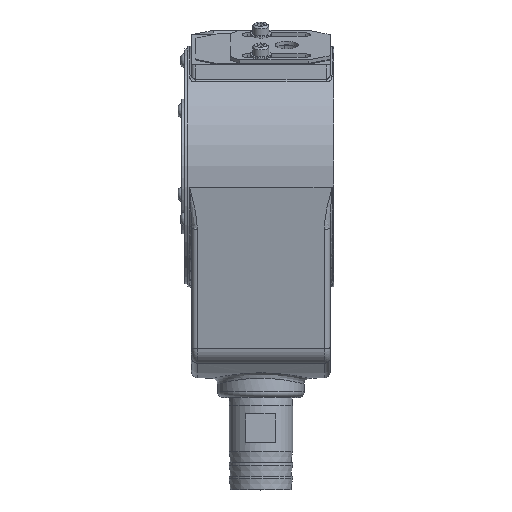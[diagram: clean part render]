
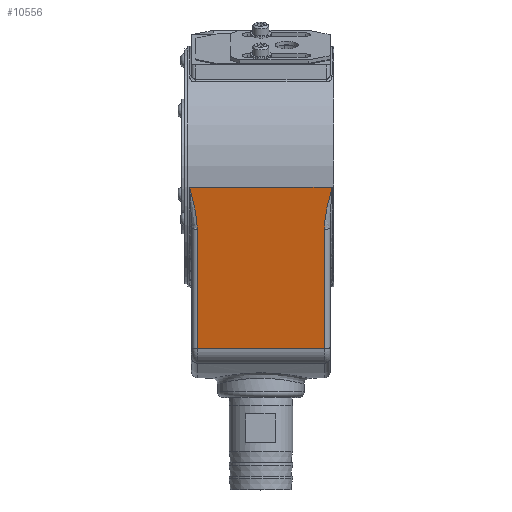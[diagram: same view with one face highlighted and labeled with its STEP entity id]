
A CAD part, top view. The second image highlights one B-rep face of the part: STEP entity #10556.
In plain terms, the highlighted planar face has unit normal (0, -0.174, 0.985).
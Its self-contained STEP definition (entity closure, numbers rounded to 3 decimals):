
#153 = ORIENTED_EDGE ( 'NONE', *, *, #9248, .T. ) ;
#441 = CARTESIAN_POINT ( 'NONE',  ( -33.179, -28.992, 58.352 ) ) ;
#510 = CARTESIAN_POINT ( 'NONE',  ( 33., -32.697, 57.699 ) ) ;
#677 = CARTESIAN_POINT ( 'NONE',  ( 33., -31.767, 57.863 ) ) ;
#1214 = EDGE_CURVE ( 'NONE', #3441, #4113, #8797, .T. ) ;
#1290 = CARTESIAN_POINT ( 'NONE',  ( -33., -31.767, 57.863 ) ) ;
#1450 = FACE_OUTER_BOUND ( 'NONE', #4483, .T. ) ;
#1473 = VERTEX_POINT ( 'NONE', #6159 ) ;
#1520 = CARTESIAN_POINT ( 'NONE',  ( 33.179, -28.992, 58.352 ) ) ;
#1531 = B_SPLINE_CURVE_WITH_KNOTS ( 'NONE', 3,
 ( #6286, #2097, #8826, #3793, #9661, #4631, #10523, #5481, #441, #6322, #1290, #7176 ),
 .UNSPECIFIED., .F., .F.,
 ( 4, 2, 2, 2, 2, 4 ),
 ( 0., 0.006, 0.011, 0.017, 0.02, 0.023 ),
 .UNSPECIFIED. ) ;
#1626 = CARTESIAN_POINT ( 'NONE',  ( 36., -10.853, 61.55 ) ) ;
#1638 = ORIENTED_EDGE ( 'NONE', *, *, #1214, .F. ) ;
#1728 = EDGE_CURVE ( 'NONE', #8289, #4113, #9826, .T. ) ;
#2024 = DIRECTION ( 'NONE',  ( -1., 0., 0. ) ) ;
#2097 = CARTESIAN_POINT ( 'NONE',  ( -36.528, -12.648, 61.234 ) ) ;
#2351 = CARTESIAN_POINT ( 'NONE',  ( 33.641, -25.314, 59.001 ) ) ;
#2379 = CARTESIAN_POINT ( 'NONE',  ( 36., -10.853, 61.55 ) ) ;
#2419 = DIRECTION ( 'NONE',  ( -1., 0., 0. ) ) ;
#2456 = DIRECTION ( 'NONE',  ( 0., 0.985, 0.174 ) ) ;
#2664 = CARTESIAN_POINT ( 'NONE',  ( -33., -94.67, 46.771 ) ) ;
#2695 = DIRECTION ( 'NONE',  ( 0., 0.985, 0.174 ) ) ;
#3199 = CARTESIAN_POINT ( 'NONE',  ( 34.727, -19.85, 59.964 ) ) ;
#3234 = LINE ( 'NONE', #7738, #7454 ) ;
#3441 = VERTEX_POINT ( 'NONE', #4219 ) ;
#3690 = LINE ( 'NONE', #2379, #8413 ) ;
#3793 = CARTESIAN_POINT ( 'NONE',  ( -35.155, -18.044, 60.282 ) ) ;
#4019 = CARTESIAN_POINT ( 'NONE',  ( 33., -32.697, 57.699 ) ) ;
#4054 = CARTESIAN_POINT ( 'NONE',  ( 36.055, -14.443, 60.917 ) ) ;
#4113 = VERTEX_POINT ( 'NONE', #2664 ) ;
#4163 = EDGE_CURVE ( 'NONE', #3441, #6541, #3234, .T. ) ;
#4219 = CARTESIAN_POINT ( 'NONE',  ( 33., -94.67, 46.771 ) ) ;
#4483 = EDGE_LOOP ( 'NONE', ( #9553, #153, #5315, #1638, #5661, #10287 ) ) ;
#4631 = CARTESIAN_POINT ( 'NONE',  ( -33.971, -23.483, 59.324 ) ) ;
#4780 = CARTESIAN_POINT ( 'NONE',  ( -37., -10.853, 61.55 ) ) ;
#4907 = CARTESIAN_POINT ( 'NONE',  ( 37., -10.853, 61.55 ) ) ;
#5161 = EDGE_CURVE ( 'NONE', #6541, #1473, #5584, .T. ) ;
#5315 = ORIENTED_EDGE ( 'NONE', *, *, #1728, .T. ) ;
#5481 = CARTESIAN_POINT ( 'NONE',  ( -33.278, -28.071, 58.514 ) ) ;
#5584 = B_SPLINE_CURVE_WITH_KNOTS ( 'NONE', 3,
 ( #4019, #677, #6562, #1520, #7407, #2351, #8241, #3199, #9086, #4054, #9929, #4907 ),
 .UNSPECIFIED., .F., .F.,
 ( 4, 2, 2, 2, 2, 4 ),
 ( 0., 0.003, 0.006, 0.011, 0.017, 0.023 ),
 .UNSPECIFIED. ) ;
#5628 = CARTESIAN_POINT ( 'NONE',  ( -33., -94.67, 46.771 ) ) ;
#5661 = ORIENTED_EDGE ( 'NONE', *, *, #4163, .T. ) ;
#5770 = PLANE ( 'NONE',  #9160 ) ;
#6159 = CARTESIAN_POINT ( 'NONE',  ( 37., -10.853, 61.55 ) ) ;
#6286 = CARTESIAN_POINT ( 'NONE',  ( -37., -10.853, 61.55 ) ) ;
#6322 = CARTESIAN_POINT ( 'NONE',  ( -33.04, -30.84, 58.026 ) ) ;
#6541 = VERTEX_POINT ( 'NONE', #510 ) ;
#6557 = VECTOR ( 'NONE', #2024, 1000. ) ;
#6562 = CARTESIAN_POINT ( 'NONE',  ( 33.04, -30.84, 58.026 ) ) ;
#6611 = VERTEX_POINT ( 'NONE', #4780 ) ;
#7176 = CARTESIAN_POINT ( 'NONE',  ( -33., -32.697, 57.699 ) ) ;
#7407 = CARTESIAN_POINT ( 'NONE',  ( 33.278, -28.071, 58.514 ) ) ;
#7454 = VECTOR ( 'NONE', #2695, 1000. ) ;
#7502 = DIRECTION ( 'NONE',  ( 0., 0.174, -0.985 ) ) ;
#7738 = CARTESIAN_POINT ( 'NONE',  ( 33., -21.907, 59.601 ) ) ;
#8124 = VECTOR ( 'NONE', #10682, 1000. ) ;
#8231 = CARTESIAN_POINT ( 'NONE',  ( -33., -32.697, 57.699 ) ) ;
#8241 = CARTESIAN_POINT ( 'NONE',  ( 33.971, -23.483, 59.324 ) ) ;
#8289 = VERTEX_POINT ( 'NONE', #8231 ) ;
#8413 = VECTOR ( 'NONE', #2419, 1000. ) ;
#8797 = LINE ( 'NONE', #9634, #6557 ) ;
#8826 = CARTESIAN_POINT ( 'NONE',  ( -36.055, -14.443, 60.917 ) ) ;
#9086 = CARTESIAN_POINT ( 'NONE',  ( 35.155, -18.044, 60.282 ) ) ;
#9160 = AXIS2_PLACEMENT_3D ( 'NONE', #1626, #7502, #2456 ) ;
#9248 = EDGE_CURVE ( 'NONE', #6611, #8289, #1531, .T. ) ;
#9553 = ORIENTED_EDGE ( 'NONE', *, *, #10533, .T. ) ;
#9634 = CARTESIAN_POINT ( 'NONE',  ( 36., -94.67, 46.771 ) ) ;
#9661 = CARTESIAN_POINT ( 'NONE',  ( -34.727, -19.85, 59.964 ) ) ;
#9826 = LINE ( 'NONE', #5628, #8124 ) ;
#9929 = CARTESIAN_POINT ( 'NONE',  ( 36.528, -12.646, 61.234 ) ) ;
#10287 = ORIENTED_EDGE ( 'NONE', *, *, #5161, .T. ) ;
#10523 = CARTESIAN_POINT ( 'NONE',  ( -33.641, -25.314, 59.001 ) ) ;
#10533 = EDGE_CURVE ( 'NONE', #1473, #6611, #3690, .T. ) ;
#10556 = ADVANCED_FACE ( 'NONE', ( #1450 ), #5770, .F. ) ;
#10682 = DIRECTION ( 'NONE',  ( 0., -0.985, -0.174 ) ) ;
